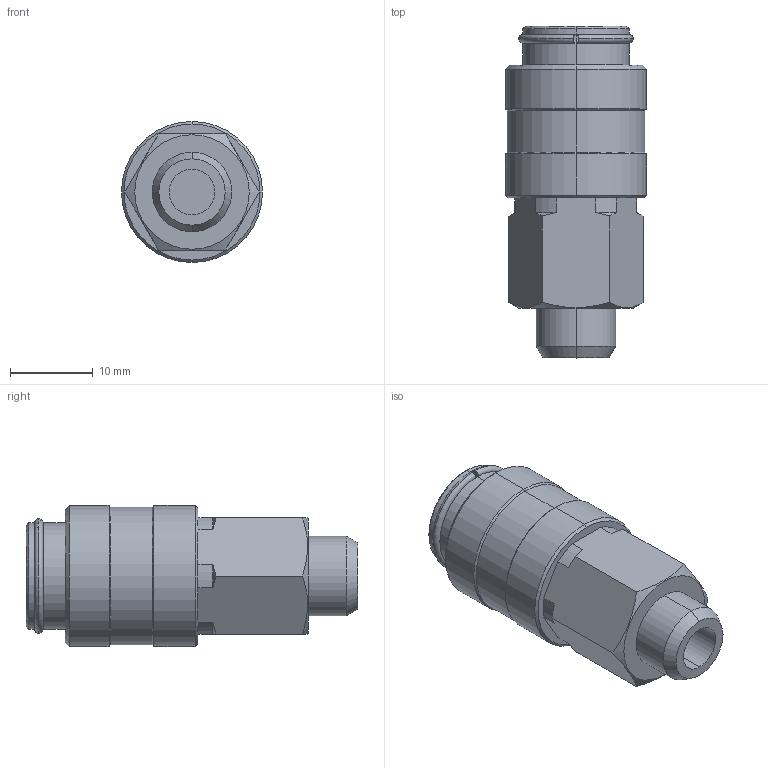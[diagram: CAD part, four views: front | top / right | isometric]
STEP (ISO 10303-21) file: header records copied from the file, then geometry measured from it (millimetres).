
FILE_DESCRIPTION (( 'STEP AP203' ), '1' );
FILE_NAME ('07210101.STEP', '2011-07-13T09:54:52', ( 'SP' ), ( 'sopra-pneumatic' ), 'SwSTEP 2.0', 'SolidWorks 2011', '' );
FILE_SCHEMA (( 'CONFIG_CONTROL_DESIGN' ));
Length unit declared in the file: millimetre
Products named in the file (1): 07210101
Bounding box: 17 x 40 x 17 mm (x, y, z)
Volume: 6283.2 mm3; surface area: 2711.1 mm2
Topology: 2 solids, 2 shells, 69 faces, 152 edges, 94 vertices
Faces by surface type: cylinder 24, cone 22, plane 17, torus 6
Entity records: 2067 total; most frequent: CARTESIAN_POINT 456, DIRECTION 338, ORIENTED_EDGE 304, EDGE_CURVE 152, AXIS2_PLACEMENT_3D 140, VERTEX_POINT 94, EDGE_LOOP 76, CIRCLE 70
